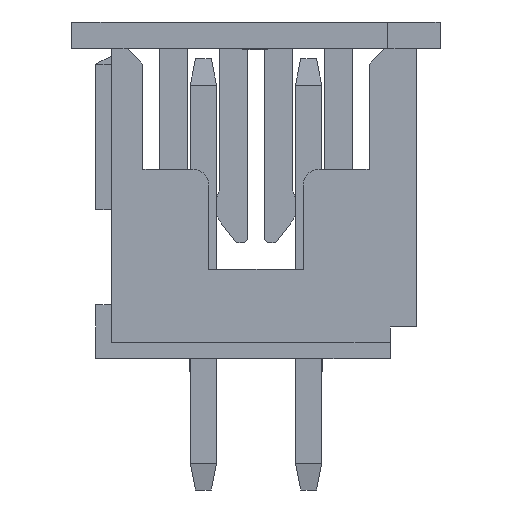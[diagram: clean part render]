
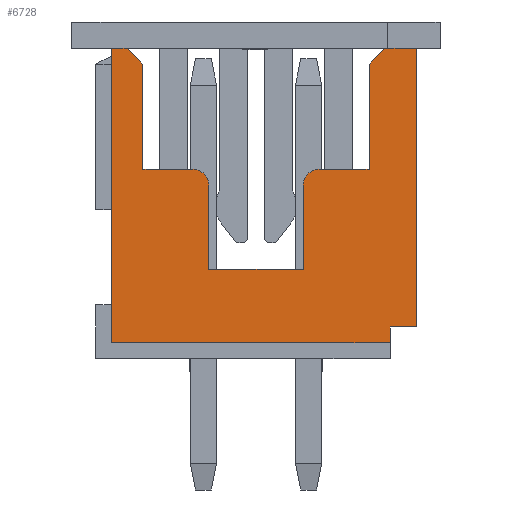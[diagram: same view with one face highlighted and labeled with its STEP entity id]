
A CAD part, left-side view. The second image highlights one B-rep face of the part: STEP entity #6728.
In plain terms, the highlighted planar face has unit normal (-1, 0, 0).
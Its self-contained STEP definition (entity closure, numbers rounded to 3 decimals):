
#5857=CARTESIAN_POINT('',(-11.,2.75,-1.4));
#5858=VERTEX_POINT('',#5857);
#5865=CARTESIAN_POINT('',(-11.,2.75,4.2));
#5866=VERTEX_POINT('',#5865);
#5867=CARTESIAN_POINT('',(-11.,2.75,-1.4));
#5868=DIRECTION('',(0.,0.,1.));
#5869=VECTOR('',#5868,5.6);
#5870=LINE('',#5867,#5869);
#5871=EDGE_CURVE('',#5858,#5866,#5870,.T.);
#6462=CARTESIAN_POINT('',(-11.,2.15,3.9));
#6463=VERTEX_POINT('',#6462);
#6464=CARTESIAN_POINT('',(-11.,2.15,1.9));
#6465=VERTEX_POINT('',#6464);
#6466=CARTESIAN_POINT('',(-11.,2.15,3.9));
#6467=DIRECTION('',(0.,0.,-1.));
#6468=VECTOR('',#6467,2.);
#6469=LINE('',#6466,#6468);
#6470=EDGE_CURVE('',#6463,#6465,#6469,.T.);
#6576=CARTESIAN_POINT('',(-11.,0.9,0.));
#6577=VERTEX_POINT('',#6576);
#6585=CARTESIAN_POINT('',(-11.,0.9,1.6));
#6586=VERTEX_POINT('',#6585);
#6593=CARTESIAN_POINT('',(-11.,0.9,1.6));
#6594=DIRECTION('',(0.,0.,-1.));
#6595=VECTOR('',#6594,1.6);
#6596=LINE('',#6593,#6595);
#6597=EDGE_CURVE('',#6586,#6577,#6596,.T.);
#6602=CARTESIAN_POINT('',(-11.,-0.15,1.4));
#6603=DIRECTION('',(0.,-1.,0.));
#6604=DIRECTION('',(-1.,0.,0.));
#6605=AXIS2_PLACEMENT_3D('',#6602,#6604,#6603);
#6606=PLANE('',#6605);
#6607=CARTESIAN_POINT('',(-11.,-2.15,1.9));
#6608=VERTEX_POINT('',#6607);
#6609=CARTESIAN_POINT('',(-11.,-1.2,1.9));
#6610=VERTEX_POINT('',#6609);
#6611=CARTESIAN_POINT('',(-11.,-2.15,1.9));
#6612=DIRECTION('',(0.,1.,0.));
#6613=VECTOR('',#6612,0.95);
#6614=LINE('',#6611,#6613);
#6615=EDGE_CURVE('',#6608,#6610,#6614,.T.);
#6616=ORIENTED_EDGE('',*,*,#6615,.T.);
#6617=CARTESIAN_POINT('',(-11.,-0.9,1.6));
#6618=VERTEX_POINT('',#6617);
#6619=CARTESIAN_POINT('',(-11.,-1.2,1.6));
#6620=DIRECTION('',(0.,0.,1.));
#6621=DIRECTION('',(-1.,0.,-0.));
#6622=AXIS2_PLACEMENT_3D('',#6619,#6621,#6620);
#6623=CIRCLE('',#6622,0.3);
#6624=EDGE_CURVE('',#6610,#6618,#6623,.T.);
#6625=ORIENTED_EDGE('',*,*,#6624,.T.);
#6626=CARTESIAN_POINT('',(-11.,-0.9,0.));
#6627=VERTEX_POINT('',#6626);
#6628=CARTESIAN_POINT('',(-11.,-0.9,1.6));
#6629=DIRECTION('',(0.,0.,-1.));
#6630=VECTOR('',#6629,1.6);
#6631=LINE('',#6628,#6630);
#6632=EDGE_CURVE('',#6618,#6627,#6631,.T.);
#6633=ORIENTED_EDGE('',*,*,#6632,.T.);
#6634=CARTESIAN_POINT('',(-11.,0.9,0.));
#6635=DIRECTION('',(0.,-1.,0.));
#6636=VECTOR('',#6635,1.8);
#6637=LINE('',#6634,#6636);
#6638=EDGE_CURVE('',#6577,#6627,#6637,.T.);
#6639=ORIENTED_EDGE('',*,*,#6638,.F.);
#6640=ORIENTED_EDGE('',*,*,#6597,.F.);
#6641=CARTESIAN_POINT('',(-11.,1.2,1.9));
#6642=VERTEX_POINT('',#6641);
#6643=CARTESIAN_POINT('',(-11.,1.2,1.6));
#6644=DIRECTION('',(0.,-1.,0.));
#6645=DIRECTION('',(-1.,0.,0.));
#6646=AXIS2_PLACEMENT_3D('',#6643,#6645,#6644);
#6647=CIRCLE('',#6646,0.3);
#6648=EDGE_CURVE('',#6586,#6642,#6647,.T.);
#6649=ORIENTED_EDGE('',*,*,#6648,.T.);
#6650=CARTESIAN_POINT('',(-11.,1.2,1.9));
#6651=DIRECTION('',(0.,1.,0.));
#6652=VECTOR('',#6651,0.95);
#6653=LINE('',#6650,#6652);
#6654=EDGE_CURVE('',#6642,#6465,#6653,.T.);
#6655=ORIENTED_EDGE('',*,*,#6654,.T.);
#6656=ORIENTED_EDGE('',*,*,#6470,.F.);
#6657=CARTESIAN_POINT('',(-11.,2.45,4.2));
#6658=VERTEX_POINT('',#6657);
#6659=CARTESIAN_POINT('',(-11.,2.15,3.9));
#6660=DIRECTION('',(0.,0.707,0.707));
#6661=VECTOR('',#6660,0.424);
#6662=LINE('',#6659,#6661);
#6663=EDGE_CURVE('',#6463,#6658,#6662,.T.);
#6664=ORIENTED_EDGE('',*,*,#6663,.T.);
#6665=CARTESIAN_POINT('',(-11.,2.45,4.2));
#6666=DIRECTION('',(0.,1.,0.));
#6667=VECTOR('',#6666,0.3);
#6668=LINE('',#6665,#6667);
#6669=EDGE_CURVE('',#6658,#5866,#6668,.T.);
#6670=ORIENTED_EDGE('',*,*,#6669,.T.);
#6671=ORIENTED_EDGE('',*,*,#5871,.F.);
#6672=CARTESIAN_POINT('',(-11.,-2.55,-1.4));
#6673=VERTEX_POINT('',#6672);
#6674=CARTESIAN_POINT('',(-11.,2.75,-1.4));
#6675=DIRECTION('',(0.,-1.,0.));
#6676=VECTOR('',#6675,5.3);
#6677=LINE('',#6674,#6676);
#6678=EDGE_CURVE('',#5858,#6673,#6677,.T.);
#6679=ORIENTED_EDGE('',*,*,#6678,.T.);
#6680=CARTESIAN_POINT('',(-11.,-2.55,-1.1));
#6681=VERTEX_POINT('',#6680);
#6682=CARTESIAN_POINT('',(-11.,-2.55,-1.4));
#6683=DIRECTION('',(0.,0.,1.));
#6684=VECTOR('',#6683,0.3);
#6685=LINE('',#6682,#6684);
#6686=EDGE_CURVE('',#6673,#6681,#6685,.T.);
#6687=ORIENTED_EDGE('',*,*,#6686,.T.);
#6688=CARTESIAN_POINT('',(-11.,-3.05,-1.1));
#6689=VERTEX_POINT('',#6688);
#6690=CARTESIAN_POINT('',(-11.,-2.55,-1.1));
#6691=DIRECTION('',(0.,-1.,0.));
#6692=VECTOR('',#6691,0.5);
#6693=LINE('',#6690,#6692);
#6694=EDGE_CURVE('',#6681,#6689,#6693,.T.);
#6695=ORIENTED_EDGE('',*,*,#6694,.T.);
#6696=CARTESIAN_POINT('',(-11.,-3.05,4.2));
#6697=VERTEX_POINT('',#6696);
#6698=CARTESIAN_POINT('',(-11.,-3.05,-1.1));
#6699=DIRECTION('',(0.,0.,1.));
#6700=VECTOR('',#6699,5.3);
#6701=LINE('',#6698,#6700);
#6702=EDGE_CURVE('',#6689,#6697,#6701,.T.);
#6703=ORIENTED_EDGE('',*,*,#6702,.T.);
#6704=CARTESIAN_POINT('',(-11.,-2.45,4.2));
#6705=VERTEX_POINT('',#6704);
#6706=CARTESIAN_POINT('',(-11.,-3.05,4.2));
#6707=DIRECTION('',(0.,1.,0.));
#6708=VECTOR('',#6707,0.6);
#6709=LINE('',#6706,#6708);
#6710=EDGE_CURVE('',#6697,#6705,#6709,.T.);
#6711=ORIENTED_EDGE('',*,*,#6710,.T.);
#6712=CARTESIAN_POINT('',(-11.,-2.15,3.9));
#6713=VERTEX_POINT('',#6712);
#6714=CARTESIAN_POINT('',(-11.,-2.45,4.2));
#6715=DIRECTION('',(0.,0.707,-0.707));
#6716=VECTOR('',#6715,0.424);
#6717=LINE('',#6714,#6716);
#6718=EDGE_CURVE('',#6705,#6713,#6717,.T.);
#6719=ORIENTED_EDGE('',*,*,#6718,.T.);
#6720=CARTESIAN_POINT('',(-11.,-2.15,3.9));
#6721=DIRECTION('',(0.,0.,-1.));
#6722=VECTOR('',#6721,2.);
#6723=LINE('',#6720,#6722);
#6724=EDGE_CURVE('',#6713,#6608,#6723,.T.);
#6725=ORIENTED_EDGE('',*,*,#6724,.T.);
#6726=EDGE_LOOP('',(#6616,#6625,#6633,#6639,#6640,#6649,#6655,#6656,#6664,#6670,#6671,#6679,#6687,#6695,#6703,#6711,#6719,#6725));
#6727=FACE_OUTER_BOUND('',#6726,.T.);
#6728=ADVANCED_FACE('',(#6727),#6606,.T.);
